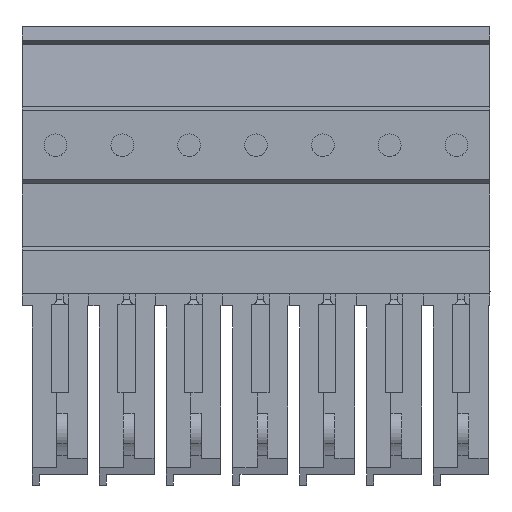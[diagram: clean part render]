
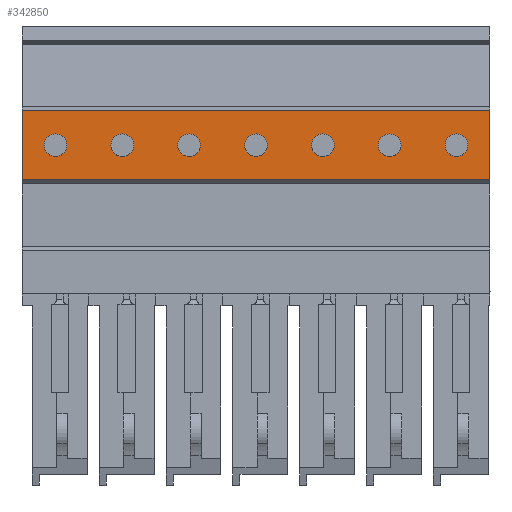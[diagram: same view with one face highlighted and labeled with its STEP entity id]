
A CAD part, front view. The second image highlights one B-rep face of the part: STEP entity #342850.
In plain terms, the highlighted face is planar.
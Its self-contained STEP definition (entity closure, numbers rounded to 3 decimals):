
#920=CARTESIAN_POINT('',(9.446,-6.818,
38.45));
#930=VERTEX_POINT('',#920);
#960=CARTESIAN_POINT('',(9.248,-0.905,
38.45));
#970=DIRECTION('',(0.034,-0.999,
0.));
#980=VECTOR('',#970,1.);
#990=LINE('',#960,#980);
#1000=CARTESIAN_POINT('',(9.66,-13.197,
38.45));
#1010=VERTEX_POINT('',#1000);
#1020=EDGE_CURVE('',#930,#1010,#990,.T.);
#55520=CARTESIAN_POINT('',(9.66,-13.197,
-4.6));
#55530=VERTEX_POINT('',#55520);
#55560=CARTESIAN_POINT('',(9.218,0.,
-4.6));
#55570=DIRECTION('',(-0.034,0.999,
0.));
#55580=VECTOR('',#55570,1.);
#55590=LINE('',#55560,#55580);
#55600=CARTESIAN_POINT('',(9.446,-6.818,
-4.6));
#55610=VERTEX_POINT('',#55600);
#55620=EDGE_CURVE('',#55530,#55610,#55590,.T.);
#92240=CARTESIAN_POINT('',(9.446,-6.818,
36.9));
#92250=DIRECTION('',(0.,0.,1.));
#92260=VECTOR('',#92250,1.);
#92270=LINE('',#92240,#92260);
#92280=EDGE_CURVE('',#55610,#930,#92270,.T.);
#341510=CARTESIAN_POINT('',(9.66,-13.197,
36.9));
#341520=DIRECTION('',(0.,0.,1.));
#341530=VECTOR('',#341520,1.);
#341540=LINE('',#341510,#341530);
#341550=EDGE_CURVE('',#55530,#1010,#341540,.T.);
#341690=CARTESIAN_POINT('',(9.454,-7.049,
38.45));
#341700=DIRECTION('',(-0.999,-0.034,
0.));
#341710=DIRECTION('',(-0.034,0.999,
0.));
#341720=AXIS2_PLACEMENT_3D('',#341690,#341700,#341710);
#341730=PLANE('',#341720);
#341740=CARTESIAN_POINT('',(9.553,-10.,
35.375));
#341750=DIRECTION('',(0.999,0.034,
0.));
#341760=DIRECTION('',(0.,0.,1.));
#341770=AXIS2_PLACEMENT_3D('',#341740,#341750,#341760);
#341780=CIRCLE('',#341770,1.05);
#341790=CARTESIAN_POINT('',(9.553,-10.,
36.425));
#341800=VERTEX_POINT('',#341790);
#341810=CARTESIAN_POINT('',(9.553,-10.,
34.325));
#341820=VERTEX_POINT('',#341810);
#341830=EDGE_CURVE('',#341800,#341820,#341780,.T.);
#341840=ORIENTED_EDGE('',*,*,#341830,.F.);
#341850=EDGE_CURVE('',#341820,#341800,#341780,.T.);
#341860=ORIENTED_EDGE('',*,*,#341850,.F.);
#341870=EDGE_LOOP('',(#341860,#341840));
#341880=FACE_BOUND('',#341870,.T.);
#341890=ORIENTED_EDGE('',*,*,#1020,.T.);
#341900=ORIENTED_EDGE('',*,*,#92280,.T.);
#341910=ORIENTED_EDGE('',*,*,#55620,.T.);
#341920=ORIENTED_EDGE('',*,*,#341550,.F.);
#341930=EDGE_LOOP('',(#341920,#341910,#341900,#341890));
#341940=FACE_OUTER_BOUND('',#341930,.T.);
#341950=CARTESIAN_POINT('',(9.553,-10.,
29.225));
#341960=DIRECTION('',(0.999,0.034,
0.));
#341970=DIRECTION('',(0.,0.,1.));
#341980=AXIS2_PLACEMENT_3D('',#341950,#341960,#341970);
#341990=CIRCLE('',#341980,1.05);
#342000=CARTESIAN_POINT('',(9.553,-10.,
30.275));
#342010=VERTEX_POINT('',#342000);
#342020=CARTESIAN_POINT('',(9.553,-10.,
28.175));
#342030=VERTEX_POINT('',#342020);
#342040=EDGE_CURVE('',#342010,#342030,#341990,.T.);
#342050=ORIENTED_EDGE('',*,*,#342040,.F.);
#342060=EDGE_CURVE('',#342030,#342010,#341990,.T.);
#342070=ORIENTED_EDGE('',*,*,#342060,.F.);
#342080=EDGE_LOOP('',(#342070,#342050));
#342090=FACE_BOUND('',#342080,.T.);
#342100=CARTESIAN_POINT('',(9.553,-10.,
23.075));
#342110=DIRECTION('',(0.999,0.034,
0.));
#342120=DIRECTION('',(0.,0.,1.));
#342130=AXIS2_PLACEMENT_3D('',#342100,#342110,#342120);
#342140=CIRCLE('',#342130,1.05);
#342150=CARTESIAN_POINT('',(9.553,-10.,
24.125));
#342160=VERTEX_POINT('',#342150);
#342170=CARTESIAN_POINT('',(9.553,-10.,
22.025));
#342180=VERTEX_POINT('',#342170);
#342190=EDGE_CURVE('',#342160,#342180,#342140,.T.);
#342200=ORIENTED_EDGE('',*,*,#342190,.F.);
#342210=EDGE_CURVE('',#342180,#342160,#342140,.T.);
#342220=ORIENTED_EDGE('',*,*,#342210,.F.);
#342230=EDGE_LOOP('',(#342220,#342200));
#342240=FACE_BOUND('',#342230,.T.);
#342250=CARTESIAN_POINT('',(9.553,-10.,
16.925));
#342260=DIRECTION('',(0.999,0.034,
0.));
#342270=DIRECTION('',(0.,0.,1.));
#342280=AXIS2_PLACEMENT_3D('',#342250,#342260,#342270);
#342290=CIRCLE('',#342280,1.05);
#342300=CARTESIAN_POINT('',(9.553,-10.,
17.975));
#342310=VERTEX_POINT('',#342300);
#342320=CARTESIAN_POINT('',(9.553,-10.,
15.875));
#342330=VERTEX_POINT('',#342320);
#342340=EDGE_CURVE('',#342310,#342330,#342290,.T.);
#342350=ORIENTED_EDGE('',*,*,#342340,.F.);
#342360=EDGE_CURVE('',#342330,#342310,#342290,.T.);
#342370=ORIENTED_EDGE('',*,*,#342360,.F.);
#342380=EDGE_LOOP('',(#342370,#342350));
#342390=FACE_BOUND('',#342380,.T.);
#342400=CARTESIAN_POINT('',(9.553,-10.,
10.775));
#342410=DIRECTION('',(0.999,0.034,
0.));
#342420=DIRECTION('',(0.,0.,1.));
#342430=AXIS2_PLACEMENT_3D('',#342400,#342410,#342420);
#342440=CIRCLE('',#342430,1.05);
#342450=CARTESIAN_POINT('',(9.553,-10.,
11.825));
#342460=VERTEX_POINT('',#342450);
#342470=CARTESIAN_POINT('',(9.553,-10.,
9.725));
#342480=VERTEX_POINT('',#342470);
#342490=EDGE_CURVE('',#342460,#342480,#342440,.T.);
#342500=ORIENTED_EDGE('',*,*,#342490,.F.);
#342510=EDGE_CURVE('',#342480,#342460,#342440,.T.);
#342520=ORIENTED_EDGE('',*,*,#342510,.F.);
#342530=EDGE_LOOP('',(#342520,#342500));
#342540=FACE_BOUND('',#342530,.T.);
#342550=CARTESIAN_POINT('',(9.553,-10.,
-1.525));
#342560=DIRECTION('',(0.999,0.034,
0.));
#342570=DIRECTION('',(0.,0.,1.));
#342580=AXIS2_PLACEMENT_3D('',#342550,#342560,#342570);
#342590=CIRCLE('',#342580,1.05);
#342600=CARTESIAN_POINT('',(9.553,-10.,
-0.475));
#342610=VERTEX_POINT('',#342600);
#342620=CARTESIAN_POINT('',(9.553,-10.,
-2.575));
#342630=VERTEX_POINT('',#342620);
#342640=EDGE_CURVE('',#342610,#342630,#342590,.T.);
#342650=ORIENTED_EDGE('',*,*,#342640,.F.);
#342660=EDGE_CURVE('',#342630,#342610,#342590,.T.);
#342670=ORIENTED_EDGE('',*,*,#342660,.F.);
#342680=EDGE_LOOP('',(#342670,#342650));
#342690=FACE_BOUND('',#342680,.T.);
#342700=CARTESIAN_POINT('',(9.553,-10.,
4.625));
#342710=DIRECTION('',(0.999,0.034,
0.));
#342720=DIRECTION('',(0.,0.,1.));
#342730=AXIS2_PLACEMENT_3D('',#342700,#342710,#342720);
#342740=CIRCLE('',#342730,1.05);
#342750=CARTESIAN_POINT('',(9.553,-10.,
5.675));
#342760=VERTEX_POINT('',#342750);
#342770=CARTESIAN_POINT('',(9.553,-10.,
3.575));
#342780=VERTEX_POINT('',#342770);
#342790=EDGE_CURVE('',#342760,#342780,#342740,.T.);
#342800=ORIENTED_EDGE('',*,*,#342790,.F.);
#342810=EDGE_CURVE('',#342780,#342760,#342740,.T.);
#342820=ORIENTED_EDGE('',*,*,#342810,.F.);
#342830=EDGE_LOOP('',(#342820,#342800));
#342840=FACE_BOUND('',#342830,.T.);
#342850=ADVANCED_FACE('',(#341880,#341940,#342090,#342240,#342390,
#342540,#342690,#342840),#341730,.F.);
